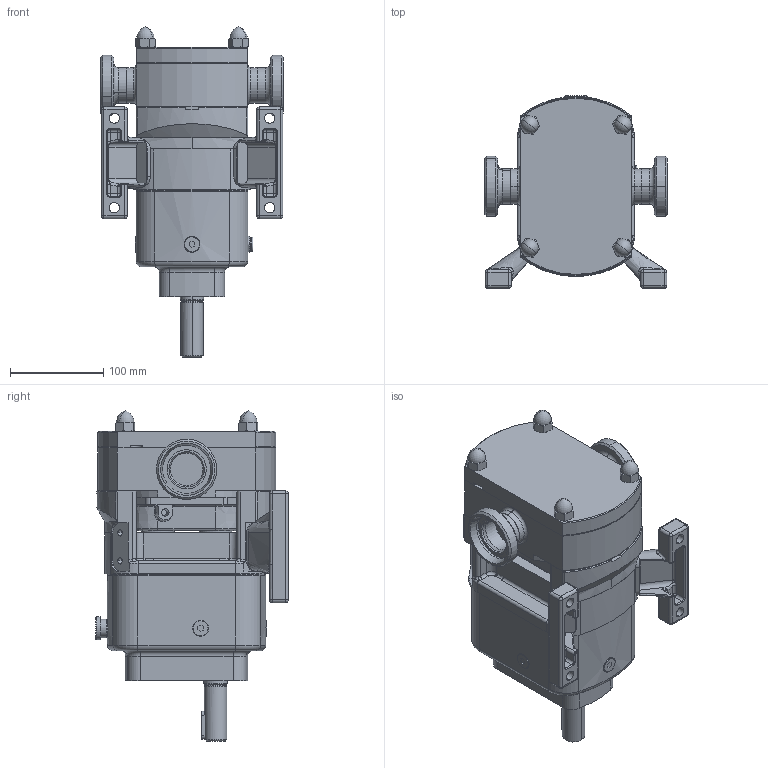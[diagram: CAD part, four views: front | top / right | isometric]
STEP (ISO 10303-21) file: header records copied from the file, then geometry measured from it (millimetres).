
FILE_DESCRIPTION (( 'STEP AP214' ), '1' );
FILE_NAME ('GA3008.STEP', '2024-11-06T22:23:20', ( '' ), ( '' ), 'SwSTEP 2.0', 'SolidWorks 2023', '' );
FILE_SCHEMA (( 'AUTOMOTIVE_DESIGN' ));
Length unit declared in the file: millimetre
Products named in the file (3): Copy (2) of CP20-0020-12 H B^GA3008; Copy of Z94-5031-22 - 1.5 INCH DIN11851^GA3008; GA3008
Assembly tree (3 placements, depth 2):
  GA3008
    Copy (2) of CP20-0020-12 H B^GA3008
    Copy of Z94-5031-22 - 1.5 INCH DIN11851^GA3008  x2
Bounding box: 196 x 206.69 x 354.54 mm (x, y, z)
Volume: 4785725.9 mm3; surface area: 305958.3 mm2
Topology: 3 solids, 3 shells, 839 faces, 2045 edges, 1206 vertices
Faces by surface type: cylinder 296, plane 257, cone 90, bspline 84, torus 82, sphere 30
Entity records: 31192 total; most frequent: CARTESIAN_POINT 12717, ORIENTED_EDGE 3910, DIRECTION 3856, EDGE_CURVE 1955, AXIS2_PLACEMENT_3D 1559, VERTEX_POINT 1174, EDGE_LOOP 863, CIRCLE 825
